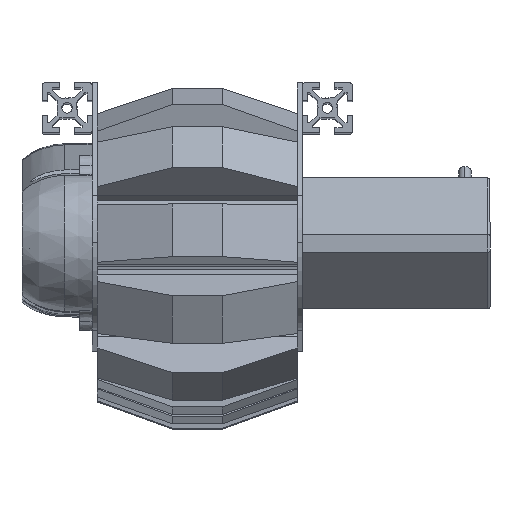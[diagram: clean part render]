
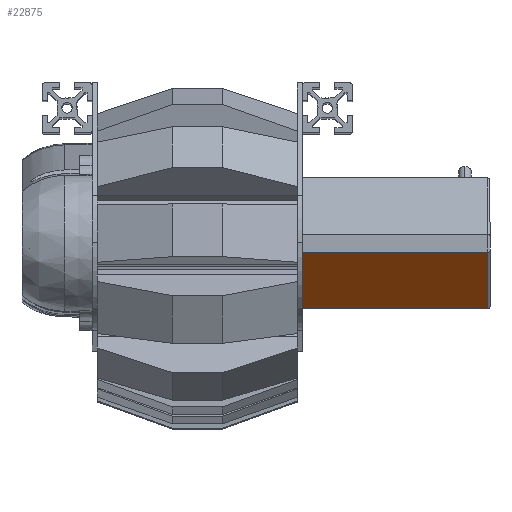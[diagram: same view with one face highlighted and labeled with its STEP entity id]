
A CAD part, top view. The second image highlights one B-rep face of the part: STEP entity #22875.
In plain terms, the highlighted planar face has unit normal (0, -0.707, 0.707).
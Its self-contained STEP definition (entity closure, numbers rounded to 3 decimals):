
#184 = EDGE_LOOP ( 'NONE', ( #13619, #19627, #16210, #22765 ) ) ;
#600 = VERTEX_POINT ( 'NONE', #14872 ) ;
#812 = DIRECTION ( 'NONE',  ( 0., -0.707, -0.707 ) ) ;
#1405 = CARTESIAN_POINT ( 'NONE',  ( 158., -26.163, -76.464 ) ) ;
#1943 = DIRECTION ( 'NONE',  ( -1., 0., 0. ) ) ;
#2231 = VECTOR ( 'NONE', #1943, 1000. ) ;
#3201 = EDGE_CURVE ( 'NONE', #600, #23723, #14927, .T. ) ;
#5284 = VERTEX_POINT ( 'NONE', #8936 ) ;
#7675 = CARTESIAN_POINT ( 'NONE',  ( 159., -3.536, -53.837 ) ) ;
#8251 = EDGE_CURVE ( 'NONE', #23723, #5284, #10294, .T. ) ;
#8327 = EDGE_CURVE ( 'NONE', #15834, #600, #10547, .T. ) ;
#8546 = FACE_OUTER_BOUND ( 'NONE', #184, .T. ) ;
#8936 = CARTESIAN_POINT ( 'NONE',  ( 84., -26.163, -76.464 ) ) ;
#10180 = PLANE ( 'NONE',  #19886 ) ;
#10294 = LINE ( 'NONE', #16287, #10926 ) ;
#10547 = LINE ( 'NONE', #16048, #23670 ) ;
#10926 = VECTOR ( 'NONE', #812, 1000. ) ;
#12526 = EDGE_CURVE ( 'NONE', #5284, #15834, #22468, .T. ) ;
#13619 = ORIENTED_EDGE ( 'NONE', *, *, #12526, .T. ) ;
#14052 = CARTESIAN_POINT ( 'NONE',  ( 159., 0., -50.302 ) ) ;
#14872 = CARTESIAN_POINT ( 'NONE',  ( 158., -3.536, -53.837 ) ) ;
#14927 = LINE ( 'NONE', #7675, #2231 ) ;
#15834 = VERTEX_POINT ( 'NONE', #1405 ) ;
#16048 = CARTESIAN_POINT ( 'NONE',  ( 158., -3.536, -53.837 ) ) ;
#16210 = ORIENTED_EDGE ( 'NONE', *, *, #3201, .T. ) ;
#16287 = CARTESIAN_POINT ( 'NONE',  ( 84., 0., -50.302 ) ) ;
#16503 = CARTESIAN_POINT ( 'NONE',  ( 84., -3.536, -53.837 ) ) ;
#18157 = DIRECTION ( 'NONE',  ( 0., 0.707, 0.707 ) ) ;
#18726 = CARTESIAN_POINT ( 'NONE',  ( 159., -26.163, -76.464 ) ) ;
#19599 = VECTOR ( 'NONE', #20850, 1000. ) ;
#19627 = ORIENTED_EDGE ( 'NONE', *, *, #8327, .T. ) ;
#19886 = AXIS2_PLACEMENT_3D ( 'NONE', #14052, #21679, #21792 ) ;
#20850 = DIRECTION ( 'NONE',  ( 1., 0., 0. ) ) ;
#21679 = DIRECTION ( 'NONE',  ( 0., 0.707, -0.707 ) ) ;
#21792 = DIRECTION ( 'NONE',  ( 0., 0.707, 0.707 ) ) ;
#22468 = LINE ( 'NONE', #18726, #19599 ) ;
#22765 = ORIENTED_EDGE ( 'NONE', *, *, #8251, .T. ) ;
#22875 = ADVANCED_FACE ( 'NONE', ( #8546 ), #10180, .F. ) ;
#23670 = VECTOR ( 'NONE', #18157, 1000. ) ;
#23723 = VERTEX_POINT ( 'NONE', #16503 ) ;
